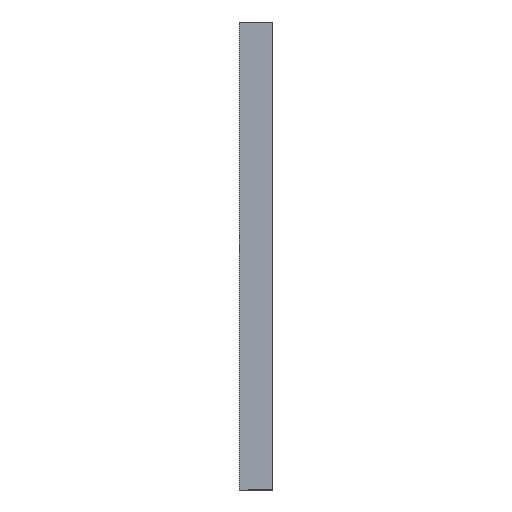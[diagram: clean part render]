
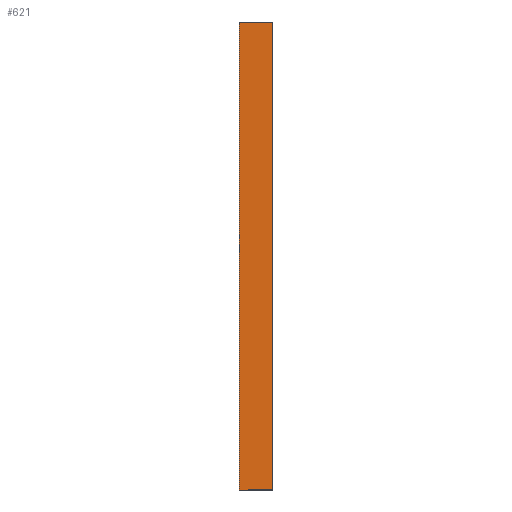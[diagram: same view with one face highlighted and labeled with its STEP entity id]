
A CAD part, left-side view. The second image highlights one B-rep face of the part: STEP entity #621.
In plain terms, the highlighted planar face has unit normal (-1, 0, 0).
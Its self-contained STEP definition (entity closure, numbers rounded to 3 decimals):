
#46 = FACE_OUTER_BOUND ( 'NONE', #1232, .T. ) ;
#54 = DIRECTION ( 'NONE',  ( 0., 0., -1. ) ) ;
#66 = EDGE_CURVE ( 'NONE', #178, #627, #803, .T. ) ;
#93 = ORIENTED_EDGE ( 'NONE', *, *, #164, .F. ) ;
#118 = DIRECTION ( 'NONE',  ( 1., 0., 0. ) ) ;
#155 = LINE ( 'NONE', #767, #206 ) ;
#158 = AXIS2_PLACEMENT_3D ( 'NONE', #646, #118, #1063 ) ;
#164 = EDGE_CURVE ( 'NONE', #197, #627, #306, .T. ) ;
#178 = VERTEX_POINT ( 'NONE', #248 ) ;
#197 = VERTEX_POINT ( 'NONE', #825 ) ;
#206 = VECTOR ( 'NONE', #340, 1000. ) ;
#248 = CARTESIAN_POINT ( 'NONE',  ( 75., 5., 0. ) ) ;
#306 = LINE ( 'NONE', #1139, #1145 ) ;
#340 = DIRECTION ( 'NONE',  ( 0., 0., 1. ) ) ;
#390 = ORIENTED_EDGE ( 'NONE', *, *, #392, .T. ) ;
#392 = EDGE_CURVE ( 'NONE', #197, #1060, #155, .T. ) ;
#407 = DIRECTION ( 'NONE',  ( 0., 1., 0. ) ) ;
#562 = ORIENTED_EDGE ( 'NONE', *, *, #657, .T. ) ;
#621 = ADVANCED_FACE ( 'NONE', ( #46 ), #815, .F. ) ;
#627 = VERTEX_POINT ( 'NONE', #1125 ) ;
#646 = CARTESIAN_POINT ( 'NONE',  ( 75., -5., -70. ) ) ;
#657 = EDGE_CURVE ( 'NONE', #1060, #178, #1128, .T. ) ;
#767 = CARTESIAN_POINT ( 'NONE',  ( 75., 0., 0. ) ) ;
#782 = CARTESIAN_POINT ( 'NONE',  ( 75., 0., 0. ) ) ;
#803 = LINE ( 'NONE', #1298, #1148 ) ;
#815 = PLANE ( 'NONE',  #158 ) ;
#825 = CARTESIAN_POINT ( 'NONE',  ( 75., 0., -70. ) ) ;
#852 = CARTESIAN_POINT ( 'NONE',  ( 75., -5., 0. ) ) ;
#906 = ORIENTED_EDGE ( 'NONE', *, *, #66, .T. ) ;
#1049 = DIRECTION ( 'NONE',  ( 0., 1., 0. ) ) ;
#1060 = VERTEX_POINT ( 'NONE', #782 ) ;
#1063 = DIRECTION ( 'NONE',  ( 0., 0., -1. ) ) ;
#1092 = VECTOR ( 'NONE', #1049, 1000. ) ;
#1125 = CARTESIAN_POINT ( 'NONE',  ( 75., 5., -70. ) ) ;
#1128 = LINE ( 'NONE', #852, #1092 ) ;
#1139 = CARTESIAN_POINT ( 'NONE',  ( 75., 5., -70. ) ) ;
#1145 = VECTOR ( 'NONE', #407, 1000. ) ;
#1148 = VECTOR ( 'NONE', #54, 1000. ) ;
#1232 = EDGE_LOOP ( 'NONE', ( #390, #562, #906, #93 ) ) ;
#1298 = CARTESIAN_POINT ( 'NONE',  ( 75., 5., -70. ) ) ;
